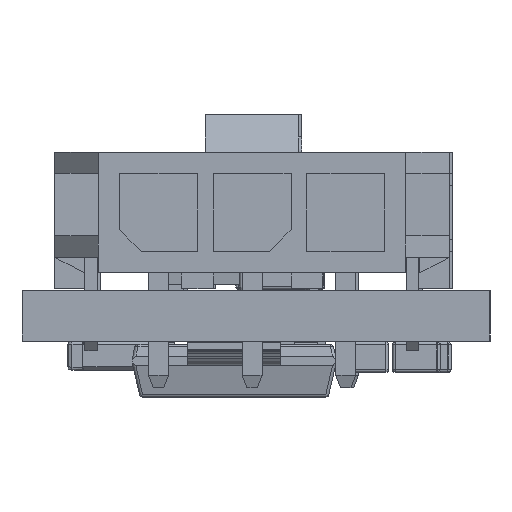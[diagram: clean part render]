
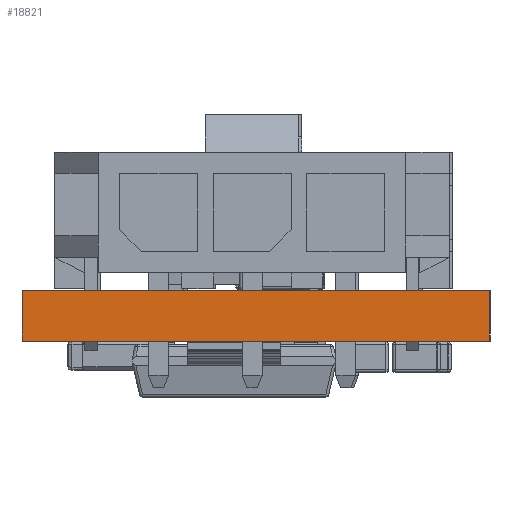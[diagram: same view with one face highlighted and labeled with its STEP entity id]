
A CAD part, left-side view. The second image highlights one B-rep face of the part: STEP entity #18821.
In plain terms, the highlighted planar face has unit normal (-1, 0, 0).
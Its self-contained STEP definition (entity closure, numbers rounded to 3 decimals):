
#2491=FACE_OUTER_BOUND('',#3506,.T.);
#3506=EDGE_LOOP('',(#12879,#12880,#12881,#12882));
#4561=LINE('',#26683,#6545);
#4569=LINE('',#26699,#6553);
#4571=LINE('',#26702,#6555);
#4572=LINE('',#26703,#6556);
#6545=VECTOR('',#21609,1.);
#6553=VECTOR('',#21621,1.);
#6555=VECTOR('',#21625,1.);
#6556=VECTOR('',#21626,1.);
#8529=VERTEX_POINT('',#26681);
#8530=VERTEX_POINT('',#26682);
#8535=VERTEX_POINT('',#26696);
#8536=VERTEX_POINT('',#26698);
#10227=EDGE_CURVE('',#8529,#8530,#4561,.T.);
#10235=EDGE_CURVE('',#8535,#8536,#4569,.T.);
#10237=EDGE_CURVE('',#8535,#8529,#4571,.T.);
#10238=EDGE_CURVE('',#8536,#8530,#4572,.T.);
#12879=ORIENTED_EDGE('',*,*,#10235,.F.);
#12880=ORIENTED_EDGE('',*,*,#10237,.T.);
#12881=ORIENTED_EDGE('',*,*,#10227,.T.);
#12882=ORIENTED_EDGE('',*,*,#10238,.F.);
#18150=PLANE('',#20061);
#18821=ADVANCED_FACE('',(#2491),#18150,.F.);
#20061=AXIS2_PLACEMENT_3D('',#26701,#21623,#21624);
#21609=DIRECTION('',(0.,0.,1.));
#21621=DIRECTION('',(0.,0.,1.));
#21623=DIRECTION('center_axis',(1.,0.,0.));
#21624=DIRECTION('ref_axis',(0.,-1.,0.));
#21625=DIRECTION('',(0.,-1.,0.));
#21626=DIRECTION('',(0.,-1.,0.));
#26681=CARTESIAN_POINT('',(10.,0.,0.));
#26682=CARTESIAN_POINT('',(10.,0.,1.619));
#26683=CARTESIAN_POINT('',(10.,0.,0.));
#26696=CARTESIAN_POINT('',(10.,15.,0.));
#26698=CARTESIAN_POINT('',(10.,15.,1.619));
#26699=CARTESIAN_POINT('',(10.,15.,0.));
#26701=CARTESIAN_POINT('Origin',(10.,15.,0.));
#26702=CARTESIAN_POINT('',(10.,15.,0.));
#26703=CARTESIAN_POINT('',(10.,15.,1.619));
